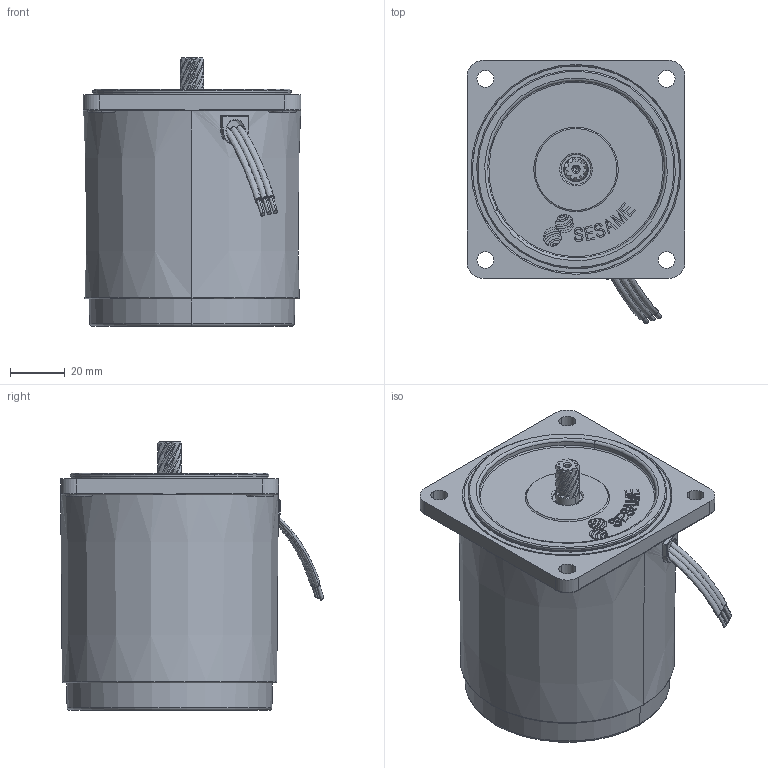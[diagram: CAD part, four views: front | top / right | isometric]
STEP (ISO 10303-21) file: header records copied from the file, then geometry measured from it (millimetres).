
FILE_DESCRIPTION (( 'STEP AP203' ), '1' );
FILE_NAME ('4TK10GN-¡¼P(5CA21¡¼3000Z0).STEP', '2018-04-23T00:15:25', ( '' ), ( '' ), 'SwSTEP 2.0', 'SolidWorks 2010', '' );
FILE_SCHEMA (( 'CONFIG_CONTROL_DESIGN' ));
Length unit declared in the file: millimetre
Products named in the file (6): 25GN_Default; 線扣; 4TK10GN-〖P(5CA21〖3000Z0); M425A_成品; C475-C473_C475成品-車工; 出口線-3條
Assembly tree (5 placements, depth 2):
  4TK10GN-〖P(5CA21〖3000Z0)
    C475-C473_C475成品-車工
    線扣
    25GN_Default
    出口線-3條
    M425A_成品
Bounding box: 80 x 96.51 x 98.5 mm (x, y, z)
Volume: 420184.2 mm3; surface area: 49972.1 mm2
Topology: 7 solids, 8 shells, 507 faces, 1323 edges, 857 vertices
Faces by surface type: cylinder 202, plane 145, bspline 77, torus 52, cone 27, sphere 4
Entity records: 21247 total; most frequent: CARTESIAN_POINT 8216, DIRECTION 2643, ORIENTED_EDGE 2634, EDGE_CURVE 1317, AXIS2_PLACEMENT_3D 1050, VERTEX_POINT 857, CIRCLE 612, EDGE_LOOP 560
